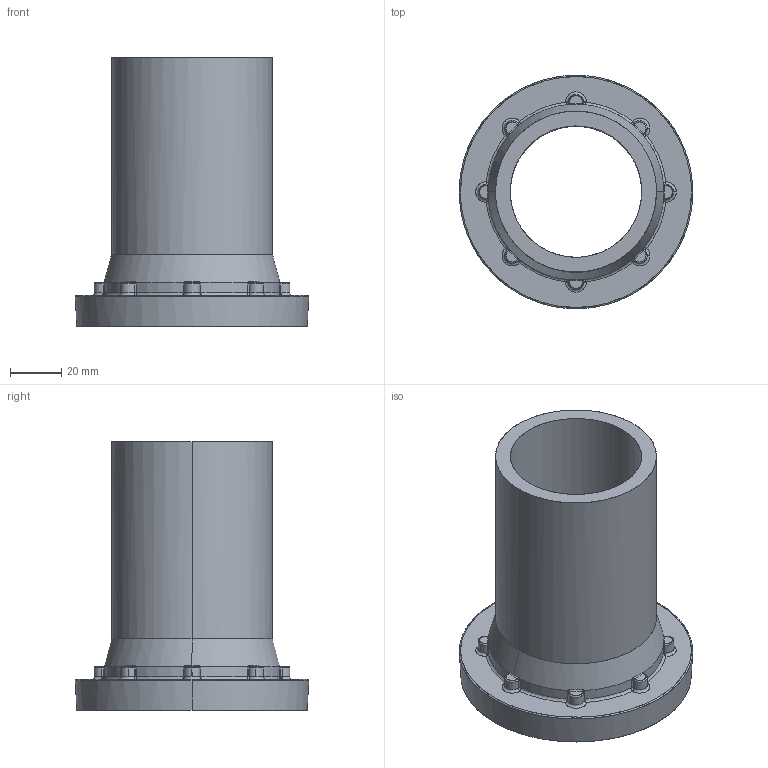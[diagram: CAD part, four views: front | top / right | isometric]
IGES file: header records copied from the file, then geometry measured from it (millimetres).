
Start section: SolidWorks IGES file using NURBS representation for surfaces
Global section: file name: 05 61 5359 063.IGS; native system: SolidWorks 2018; preprocessor: SolidWorks 2018; author: utilizador; date: 180906.155857; units: millimetre
Bounding box: 91.4 x 91.4 x 105 mm (x, y, z)
Surface area: 47181.5 mm2 (no closed solid volume)
Topology: 0 solids, 0 shells, 161 faces, 1728 edges, 1720 vertices
Faces by surface type: bspline 161
